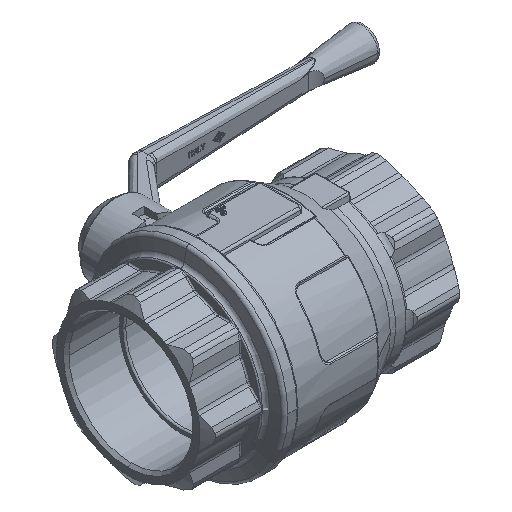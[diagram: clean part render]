
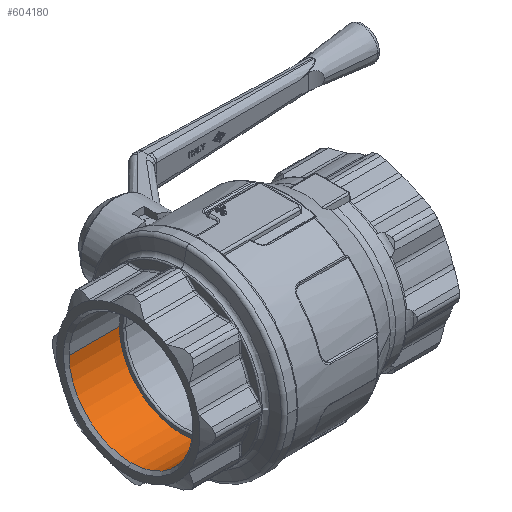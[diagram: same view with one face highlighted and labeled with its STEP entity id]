
A CAD part, isometric view. The second image highlights one B-rep face of the part: STEP entity #604180.
In plain terms, the highlighted cylindrical face has radius 42.96 mm (diameter 85.92 mm), a partial arc.
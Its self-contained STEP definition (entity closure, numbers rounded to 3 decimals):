
#603510=CARTESIAN_POINT('',(86.56,0.,
0.));
#603520=DIRECTION('',(1.,0.,0.));
#603530=DIRECTION('',(0.,1.,0.));
#603540=AXIS2_PLACEMENT_3D('',#603510,#603520,#603530);
#603550=CIRCLE('',#603540,42.96);
#603560=CARTESIAN_POINT('',(86.56,-42.96,0.
));
#603570=VERTEX_POINT('',#603560);
#603740=CARTESIAN_POINT('',(86.56,0.,42.96)
);
#603750=VERTEX_POINT('',#603740);
#603780=EDGE_CURVE('',#603750,#603570,#603550,.T.);
#603830=CARTESIAN_POINT('',(69.155,0.,
0.));
#603840=DIRECTION('',(-1.,0.,0.));
#603850=DIRECTION('',(0.,-1.,0.));
#603860=AXIS2_PLACEMENT_3D('',#603830,#603840,#603850);
#603870=CYLINDRICAL_SURFACE('',#603860,42.96);
#603880=CARTESIAN_POINT('',(69.155,-42.96,0.
));
#603890=DIRECTION('',(-1.,0.,0.));
#603900=VECTOR('',#603890,1.);
#603910=LINE('',#603880,#603900);
#603920=CARTESIAN_POINT('',(51.75,-42.96,0.
));
#603930=VERTEX_POINT('',#603920);
#603940=EDGE_CURVE('',#603570,#603930,#603910,.T.);
#603950=ORIENTED_EDGE('',*,*,#603940,.T.);
#603960=ORIENTED_EDGE('',*,*,#603780,.T.);
#603970=CARTESIAN_POINT('',(86.56,42.96,0.)
);
#603980=VERTEX_POINT('',#603970);
#603990=EDGE_CURVE('',#603980,#603750,#603550,.T.);
#604000=ORIENTED_EDGE('',*,*,#603990,.T.);
#604010=CARTESIAN_POINT('',(69.155,42.96,0.)
);
#604020=DIRECTION('',(-1.,0.,0.));
#604030=VECTOR('',#604020,1.);
#604040=LINE('',#604010,#604030);
#604050=CARTESIAN_POINT('',(51.75,42.96,0.)
);
#604060=VERTEX_POINT('',#604050);
#604070=EDGE_CURVE('',#603980,#604060,#604040,.T.);
#604080=ORIENTED_EDGE('',*,*,#604070,.F.);
#604090=CARTESIAN_POINT('',(51.75,0.,
0.));
#604100=DIRECTION('',(-1.,0.,0.));
#604110=DIRECTION('',(0.,-1.,0.));
#604120=AXIS2_PLACEMENT_3D('',#604090,#604100,#604110);
#604130=CIRCLE('',#604120,42.96);
#604140=EDGE_CURVE('',#603930,#604060,#604130,.T.);
#604150=ORIENTED_EDGE('',*,*,#604140,.T.);
#604160=EDGE_LOOP('',(#604150,#604080,#604000,#603960,#603950));
#604170=FACE_OUTER_BOUND('',#604160,.T.);
#604180=ADVANCED_FACE('',(#604170),#603870,.F.);
